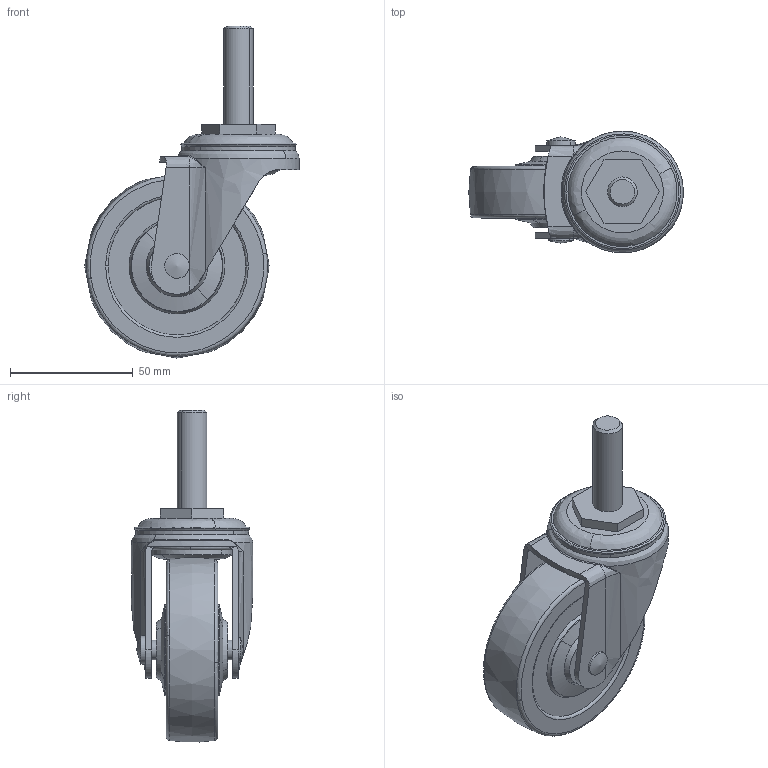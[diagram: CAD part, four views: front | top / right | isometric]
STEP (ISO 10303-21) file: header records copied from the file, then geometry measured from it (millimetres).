
FILE_DESCRIPTION((''),'2;1');
FILE_NAME('','2007-04-10T09:15:01',(''),(''),'','CADfix','');
FILE_SCHEMA(('AUTOMOTIVE_DESIGN { 1 0 10303 214 1 1 1 1 }'));
Length unit declared in the file: millimetre
Bounding box: 87.22 x 49.49 x 135.02 mm (x, y, z)
Volume: 132867.9 mm3; surface area: 33218 mm2
Topology: 4 solids, 4 shells, 153 faces, 545 edges, 412 vertices
Faces by surface type: bspline 153
Entity records: 9456 total; most frequent: CARTESIAN_POINT 6261, ORIENTED_EDGE 1086, EDGE_CURVE 543, B_SPLINE_CURVE_WITH_KNOTS 413, VERTEX_POINT 412, EDGE_LOOP 175, FACE_OUTER_BOUND 153, ADVANCED_FACE 153
